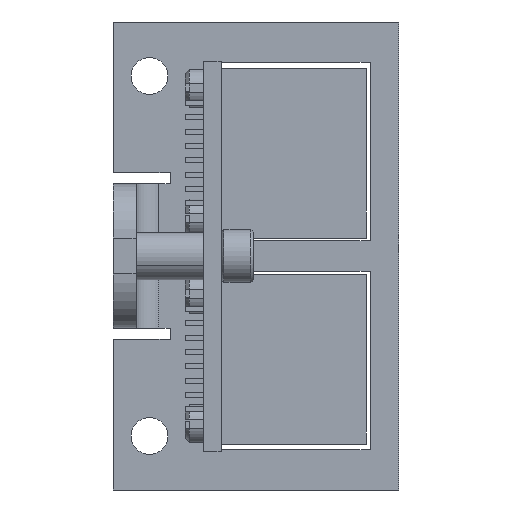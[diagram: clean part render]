
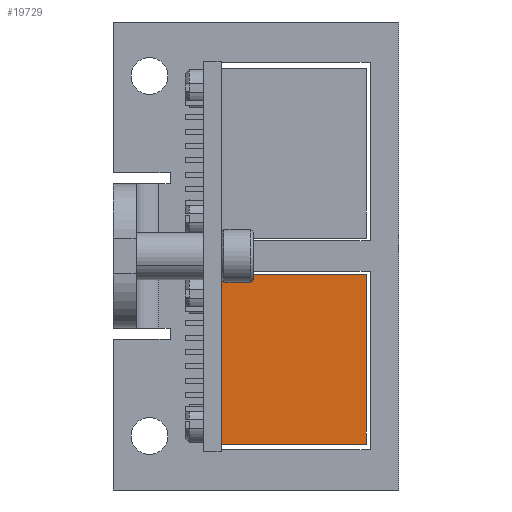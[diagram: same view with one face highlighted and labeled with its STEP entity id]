
A CAD part, front view. The second image highlights one B-rep face of the part: STEP entity #19729.
In plain terms, the highlighted face is planar.
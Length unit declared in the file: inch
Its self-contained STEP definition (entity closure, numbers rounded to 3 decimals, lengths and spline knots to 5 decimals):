
#2787 = CARTESIAN_POINT ( 'NONE',  ( 0.295, -0.252, 0. ) ) ;
#3213 = LINE ( 'NONE', #61576, #27336 ) ;
#3735 = EDGE_CURVE ( 'NONE', #27425, #78520, #73077, .T. ) ;
#10197 = VECTOR ( 'NONE', #84503, 39.37008 ) ;
#14735 = PLANE ( 'NONE',  #83472 ) ;
#19729 = ADVANCED_FACE ( 'NONE', ( #24871 ), #14735, .F. ) ;
#21812 = DIRECTION ( 'NONE',  ( 1., 0., 0. ) ) ;
#24361 = CARTESIAN_POINT ( 'NONE',  ( -0.295, -0.252, 0. ) ) ;
#24871 = FACE_OUTER_BOUND ( 'NONE', #45069, .T. ) ;
#27336 = VECTOR ( 'NONE', #40112, 39.37008 ) ;
#27425 = VERTEX_POINT ( 'NONE', #24361 ) ;
#29821 = CARTESIAN_POINT ( 'NONE',  ( -0.295, -0.252, 0. ) ) ;
#31073 = VECTOR ( 'NONE', #43307, 39.37008 ) ;
#39363 = CARTESIAN_POINT ( 'NONE',  ( -0.295, 0.252, 0. ) ) ;
#40112 = DIRECTION ( 'NONE',  ( 0., -1., 0. ) ) ;
#41476 = ORIENTED_EDGE ( 'NONE', *, *, #42840, .F. ) ;
#42840 = EDGE_CURVE ( 'NONE', #78520, #45347, #79323, .T. ) ;
#43134 = ORIENTED_EDGE ( 'NONE', *, *, #3735, .F. ) ;
#43307 = DIRECTION ( 'NONE',  ( 0., 1., 0. ) ) ;
#44717 = VERTEX_POINT ( 'NONE', #39363 ) ;
#45032 = ORIENTED_EDGE ( 'NONE', *, *, #45676, .F. ) ;
#45069 = EDGE_LOOP ( 'NONE', ( #45032, #59051, #41476, #43134 ) ) ;
#45347 = VERTEX_POINT ( 'NONE', #63253 ) ;
#45676 = EDGE_CURVE ( 'NONE', #44717, #27425, #3213, .T. ) ;
#47910 = CARTESIAN_POINT ( 'NONE',  ( -0.295, 0.252, 0. ) ) ;
#52664 = EDGE_CURVE ( 'NONE', #45347, #44717, #81322, .T. ) ;
#59051 = ORIENTED_EDGE ( 'NONE', *, *, #52664, .F. ) ;
#61576 = CARTESIAN_POINT ( 'NONE',  ( -0.295, 0.252, 0. ) ) ;
#63253 = CARTESIAN_POINT ( 'NONE',  ( 0.295, 0.252, 0. ) ) ;
#66133 = VECTOR ( 'NONE', #67965, 39.37008 ) ;
#67965 = DIRECTION ( 'NONE',  ( 1., 0., 0. ) ) ;
#73077 = LINE ( 'NONE', #89835, #66133 ) ;
#77337 = CARTESIAN_POINT ( 'NONE',  ( 0.295, 0.252, 0. ) ) ;
#78520 = VERTEX_POINT ( 'NONE', #2787 ) ;
#79323 = LINE ( 'NONE', #77337, #31073 ) ;
#81322 = LINE ( 'NONE', #47910, #10197 ) ;
#83472 = AXIS2_PLACEMENT_3D ( 'NONE', #29821, #95239, #21812 ) ;
#84503 = DIRECTION ( 'NONE',  ( -1., 0., 0. ) ) ;
#89835 = CARTESIAN_POINT ( 'NONE',  ( -0.295, -0.252, 0. ) ) ;
#95239 = DIRECTION ( 'NONE',  ( 0., 0., 1. ) ) ;
